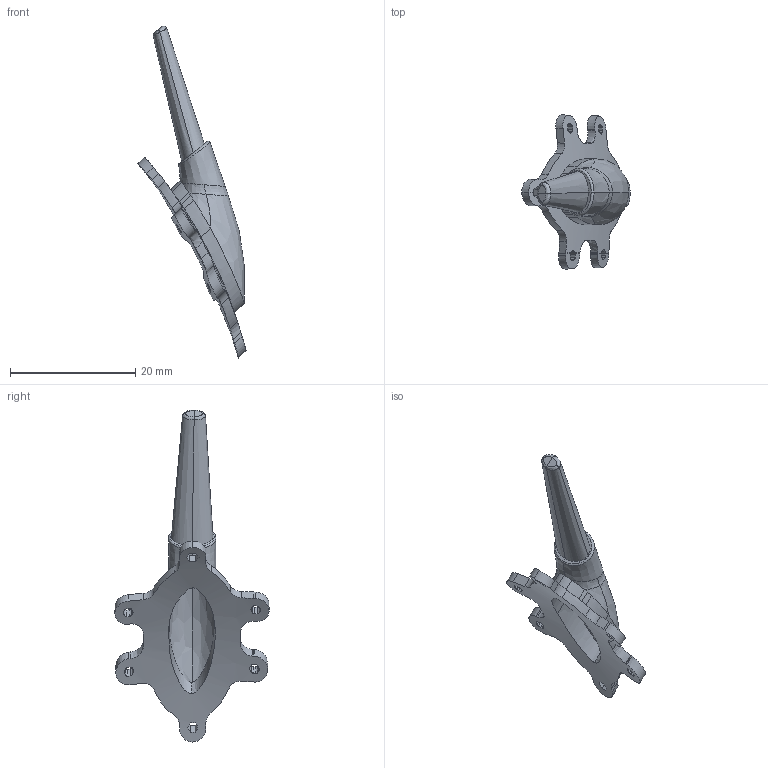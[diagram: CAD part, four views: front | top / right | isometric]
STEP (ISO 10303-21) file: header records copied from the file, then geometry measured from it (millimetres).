
FILE_DESCRIPTION(/* description */ (''),/* implementation_level */ '2;1');
FILE_NAME(/* name */ '40f5108b-3479-4314-bbd1-c578354d7611.stp',/* time_stamp */ '2019-09-01T13:11:20-06:00',/* author */ ('sridharPR5JY'),/* organization */ (''),/* preprocessor_version */ 'ST-DEVELOPER v18',/* originating_system */ 'Autodesk Translation Framework v8.2.0.1029',/* authorisation */ '');
FILE_SCHEMA (('AUTOMOTIVE_DESIGN { 1 0 10303 214 3 1 1 }'));
Length unit declared in the file: millimetre
Products named in the file (1): ANTENNA
Bounding box: 17.33 x 24.64 x 53.1 mm (x, y, z)
Volume: 1412.3 mm3; surface area: 1888.8 mm2
Topology: 1 solids, 1 shells, 172 faces, 484 edges, 311 vertices
Faces by surface type: bspline 93, plane 49, cylinder 30
Entity records: 13663 total; most frequent: CARTESIAN_POINT 9872, ORIENTED_EDGE 968, DIRECTION 496, EDGE_CURVE 484, VERTEX_POINT 311, B_SPLINE_CURVE_WITH_KNOTS 249, EDGE_LOOP 181, AXIS2_PLACEMENT_3D 181
